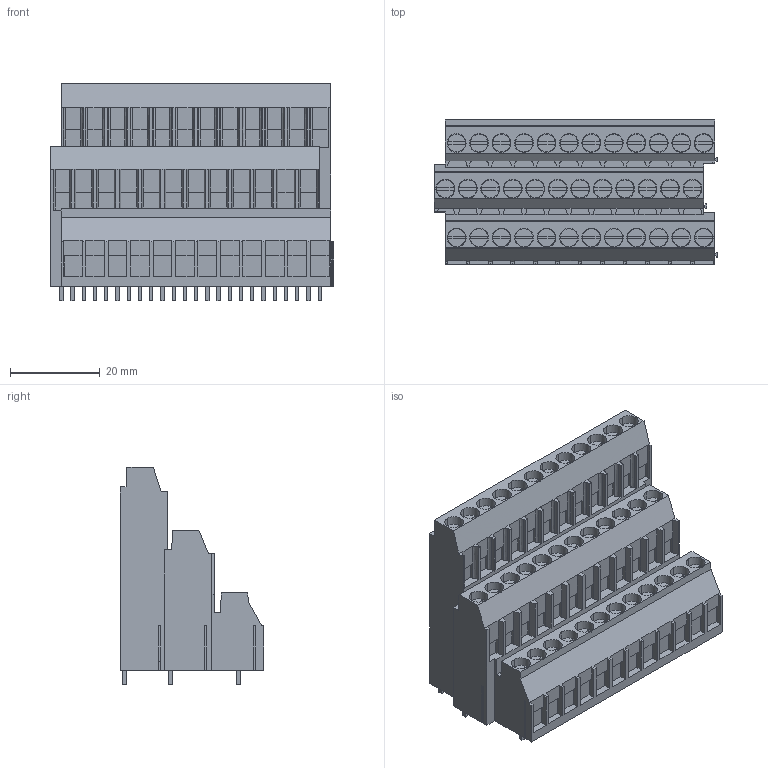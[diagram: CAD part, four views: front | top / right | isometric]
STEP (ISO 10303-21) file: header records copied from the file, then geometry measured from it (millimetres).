
FILE_DESCRIPTION(('CATIA V5 STEP','CAx-IF Rec.Pracs.--- Model Styling and Organization---1.4--- 2014-01-23'),'2;1');
FILE_NAME ('D1461018_1', '2024-03-19T08:29:14+00:00', ('none'), ('Weidmueller'), 'CATIA Version 5-6 Release 2016 SP3 HF44', 'CATIA V5 STEP AP214', 'none');
FILE_SCHEMA(('AUTOMOTIVE_DESIGN { 1 0 10303 214 1 1 1 1 }'));
Products named in the file (1): 1978930000
Bounding box: 63.15 x 32 x 48.47 mm (x, y, z)
Volume: 50175.7 mm3; surface area: 19135 mm2
Topology: 73 solids, 73 shells, 2053 faces, 5839 edges, 3969 vertices
Faces by surface type: plane 1865, cylinder 165, extrusion 23
Entity records: 61455 total; most frequent: CARTESIAN_POINT 12507, ORIENTED_EDGE 11678, DIRECTION 7543, EDGE_CURVE 5839, VECTOR 5155, LINE 5132, VERTEX_POINT 3969, EDGE_LOOP 2090
